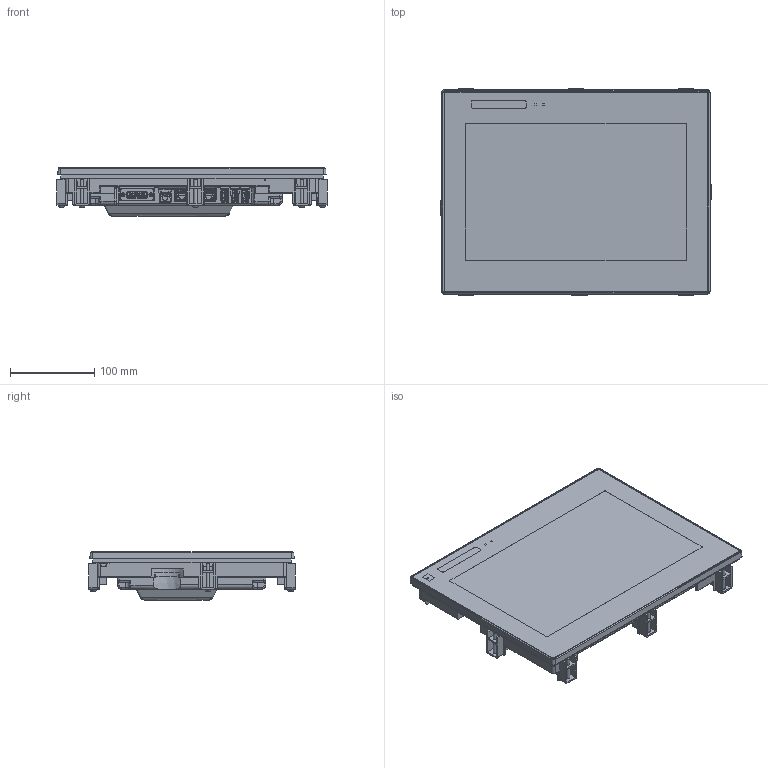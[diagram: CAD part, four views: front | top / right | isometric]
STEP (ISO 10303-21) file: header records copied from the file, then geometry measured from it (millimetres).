
FILE_DESCRIPTION (( 'STEP AP214' ), '1' );
FILE_NAME ('CM5-T12W.STEP', '2023-03-08T15:45:48', ( '' ), ( '' ), 'SwSTEP 2.0', 'SolidWorks 2021', '' );
FILE_SCHEMA (( 'AUTOMOTIVE_DESIGN' ));
Length unit declared in the file: inch
Products named in the file (1): CM5-T12W
Bounding box: 321.12 x 245.3 x 57.1 mm (x, y, z)
Volume: 2332580.4 mm3; surface area: 330120.3 mm2
Topology: 1 solids, 10 shells, 4659 faces, 13557 edges, 8781 vertices
Faces by surface type: plane 3145, cylinder 1232, bspline 202, cone 33, torus 29, sphere 18
Full cylindrical faces by diameter (mm): 0.45 x12, 0.457 x1, 0.92 x10, 2.54 x2, 2.8 x7, 2.9 x3, 4.039 x16, 5.5 x4, 7 x8
Entity records: 179617 total; most frequent: CARTESIAN_POINT 57495, ORIENTED_EDGE 26836, DIRECTION 22473, EDGE_CURVE 13418, VECTOR 9949, LINE 9949, VERTEX_POINT 8754, AXIS2_PLACEMENT_3D 6262
